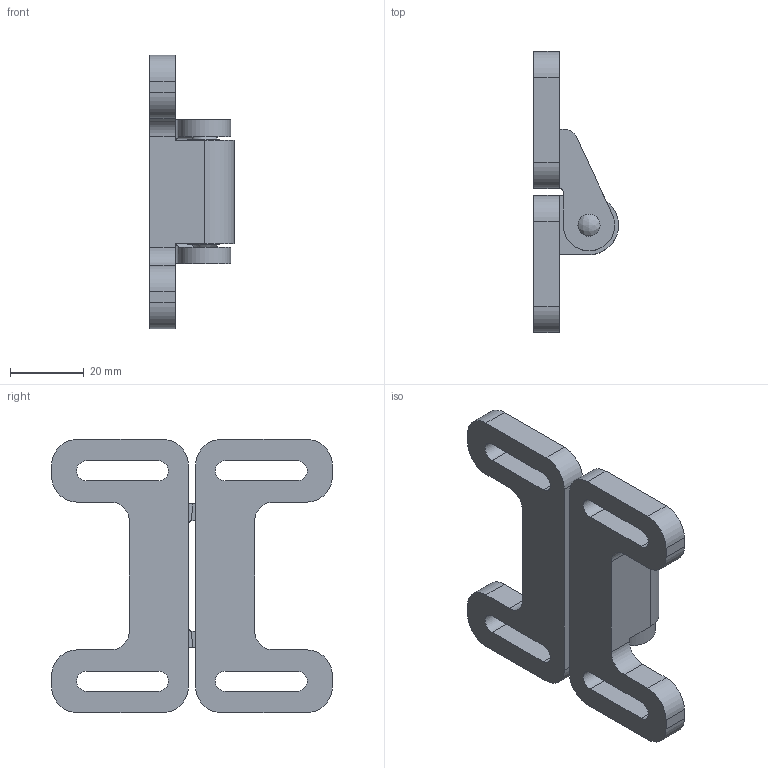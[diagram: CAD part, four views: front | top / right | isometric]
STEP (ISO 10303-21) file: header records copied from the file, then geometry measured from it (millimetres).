
FILE_DESCRIPTION (( 'STEP AP203' ), '1' );
FILE_NAME ('402524986_c_1.STEP', '2023-01-23T04:55:32', ( '' ), ( '' ), 'SwSTEP 2.0', 'SolidWorks 2014', '' );
FILE_SCHEMA (( 'CONFIG_CONTROL_DESIGN' ));
Length unit declared in the file: millimetre
Products named in the file (4): 402524986_c_1; Doppelkugelschn_X_E4pper ESD Teil 2; Doppelkugelschn_X_E4pper ESD Teil 1; Doppelkugelschn_X_E4pper ESD Einsatz
Assembly tree (4 placements, depth 2):
  402524986_c_1
    Doppelkugelschn_X_E4pper ESD Teil 2
    Doppelkugelschn_X_E4pper ESD Teil 1
    Doppelkugelschn_X_E4pper ESD Einsatz  x2
Bounding box: 23 x 76 x 74 mm (x, y, z)
Volume: 34829.9 mm3; surface area: 16959 mm2
Topology: 4 solids, 4 shells, 120 faces, 300 edges, 192 vertices
Faces by surface type: cylinder 53, plane 45, bspline 14, cone 8
Entity records: 3789 total; most frequent: CARTESIAN_POINT 735, DIRECTION 574, ORIENTED_EDGE 536, EDGE_CURVE 268, AXIS2_PLACEMENT_3D 209, VERTEX_POINT 174, LINE 156, VECTOR 156
